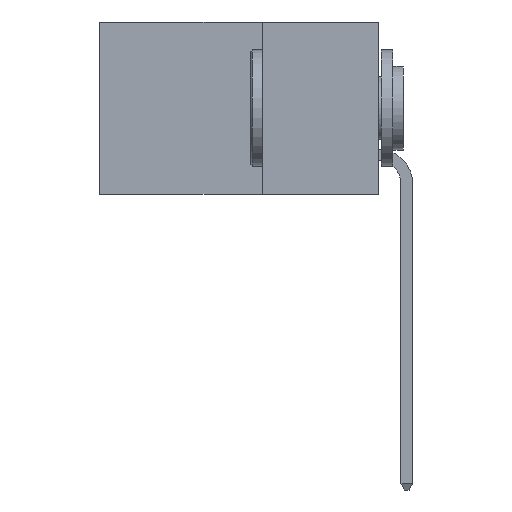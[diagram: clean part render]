
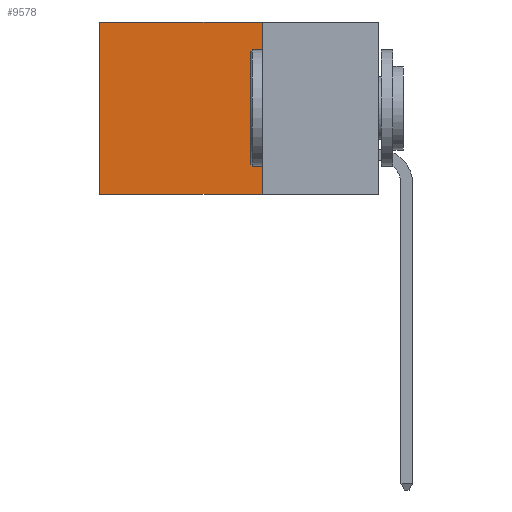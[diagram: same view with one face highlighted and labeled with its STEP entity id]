
A CAD part, left-side view. The second image highlights one B-rep face of the part: STEP entity #9578.
In plain terms, the highlighted planar face has unit normal (-1, 0, 0).
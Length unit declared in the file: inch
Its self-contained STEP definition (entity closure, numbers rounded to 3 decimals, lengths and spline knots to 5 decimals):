
#268 = EDGE_CURVE ( 'NONE', #4836, #2579, #1965, .T. ) ;
#716 = PLANE ( 'NONE',  #6682 ) ;
#720 = VERTEX_POINT ( 'NONE', #12040 ) ;
#1556 = CARTESIAN_POINT ( 'NONE',  ( 0.2615, 0.25, 0. ) ) ;
#1965 = LINE ( 'NONE', #6018, #2286 ) ;
#2286 = VECTOR ( 'NONE', #11995, 39.37008 ) ;
#2374 = VERTEX_POINT ( 'NONE', #6904 ) ;
#2579 = VERTEX_POINT ( 'NONE', #4376 ) ;
#2798 = DIRECTION ( 'NONE',  ( 0., 0., -1. ) ) ;
#3348 = DIRECTION ( 'NONE',  ( 0., 1., 0. ) ) ;
#4249 = VECTOR ( 'NONE', #3348, 39.37008 ) ;
#4258 = DIRECTION ( 'NONE',  ( 0., 0., -1. ) ) ;
#4376 = CARTESIAN_POINT ( 'NONE',  ( 0.2615, 0.6, -0.37 ) ) ;
#4836 = VERTEX_POINT ( 'NONE', #5934 ) ;
#5934 = CARTESIAN_POINT ( 'NONE',  ( 0.2615, 0.6, 0. ) ) ;
#6018 = CARTESIAN_POINT ( 'NONE',  ( 0.2615, 0.6, -0.37 ) ) ;
#6283 = EDGE_CURVE ( 'NONE', #2374, #720, #9565, .T. ) ;
#6682 = AXIS2_PLACEMENT_3D ( 'NONE', #8011, #9070, #2798 ) ;
#6759 = VECTOR ( 'NONE', #4258, 39.37008 ) ;
#6904 = CARTESIAN_POINT ( 'NONE',  ( 0.2615, 0.25, 0. ) ) ;
#7544 = ORIENTED_EDGE ( 'NONE', *, *, #7776, .T. ) ;
#7549 = VECTOR ( 'NONE', #12928, 39.37008 ) ;
#7613 = EDGE_CURVE ( 'NONE', #720, #2579, #9868, .T. ) ;
#7776 = EDGE_CURVE ( 'NONE', #2374, #4836, #13028, .T. ) ;
#8011 = CARTESIAN_POINT ( 'NONE',  ( 0.2615, 0.25, -0.37 ) ) ;
#8853 = EDGE_LOOP ( 'NONE', ( #13297, #12459, #11157, #7544 ) ) ;
#9070 = DIRECTION ( 'NONE',  ( 1., 0., 0. ) ) ;
#9518 = CARTESIAN_POINT ( 'NONE',  ( 0.2615, 0.25, -0.37 ) ) ;
#9565 = LINE ( 'NONE', #9518, #6759 ) ;
#9578 = ADVANCED_FACE ( 'NONE', ( #9826 ), #716, .F. ) ;
#9826 = FACE_OUTER_BOUND ( 'NONE', #8853, .T. ) ;
#9868 = LINE ( 'NONE', #10681, #4249 ) ;
#10681 = CARTESIAN_POINT ( 'NONE',  ( 0.2615, 0.25, -0.37 ) ) ;
#11157 = ORIENTED_EDGE ( 'NONE', *, *, #6283, .F. ) ;
#11995 = DIRECTION ( 'NONE',  ( 0., 0., -1. ) ) ;
#12040 = CARTESIAN_POINT ( 'NONE',  ( 0.2615, 0.25, -0.37 ) ) ;
#12459 = ORIENTED_EDGE ( 'NONE', *, *, #7613, .F. ) ;
#12928 = DIRECTION ( 'NONE',  ( 0., 1., 0. ) ) ;
#13028 = LINE ( 'NONE', #1556, #7549 ) ;
#13297 = ORIENTED_EDGE ( 'NONE', *, *, #268, .T. ) ;
